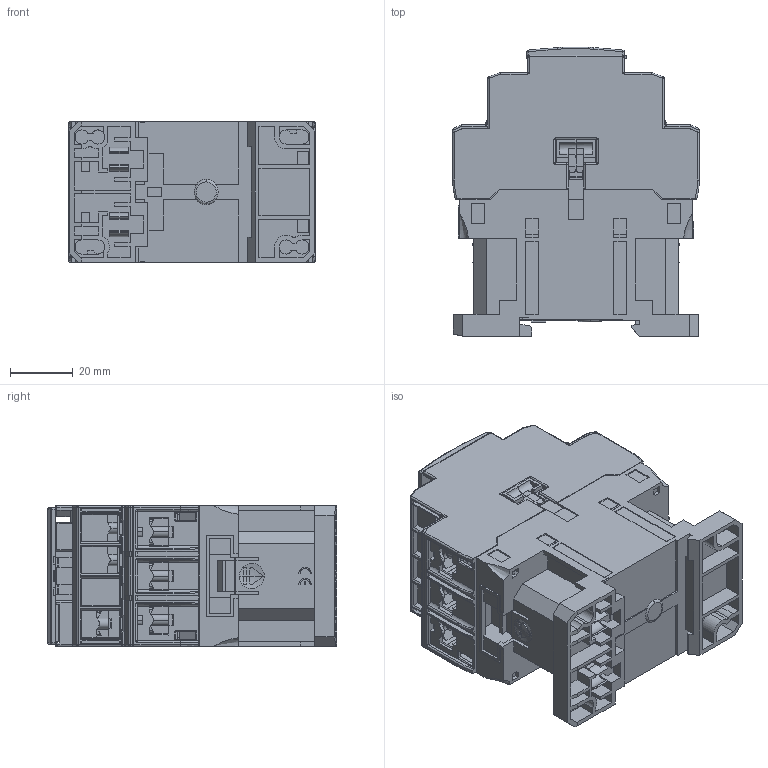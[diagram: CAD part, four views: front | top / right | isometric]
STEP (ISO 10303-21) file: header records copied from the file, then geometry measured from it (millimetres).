
FILE_DESCRIPTION (( 'STEP AP203' ), '1' );
FILE_NAME ('CWBS9-33-30D15.step', '2023-01-18T17:57:52', ( '' ), ( '' ), 'SwSTEP 2.0', 'SolidWorks 2021', '' );
FILE_SCHEMA (( 'CONFIG_CONTROL_DESIGN' ));
Length unit declared in the file: inch
Products named in the file (1): CWBS9-33-30D15
Bounding box: 78.4 x 91.95 x 44.8 mm (x, y, z)
Volume: 221308.5 mm3; surface area: 77695.8 mm2
Topology: 45 solids, 52 shells, 3295 faces, 9161 edges, 5926 vertices
Faces by surface type: plane 2311, cylinder 624, bspline 212, cone 148
Entity records: 112175 total; most frequent: CARTESIAN_POINT 31025, ORIENTED_EDGE 18190, DIRECTION 14952, EDGE_CURVE 9095, LINE 6618, VECTOR 6618, VERTEX_POINT 5924, AXIS2_PLACEMENT_3D 4167
